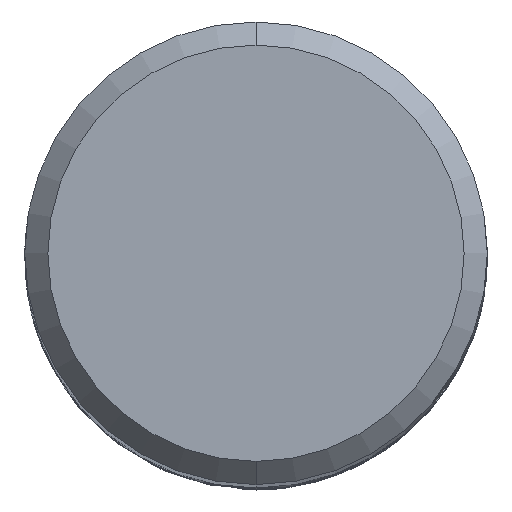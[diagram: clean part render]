
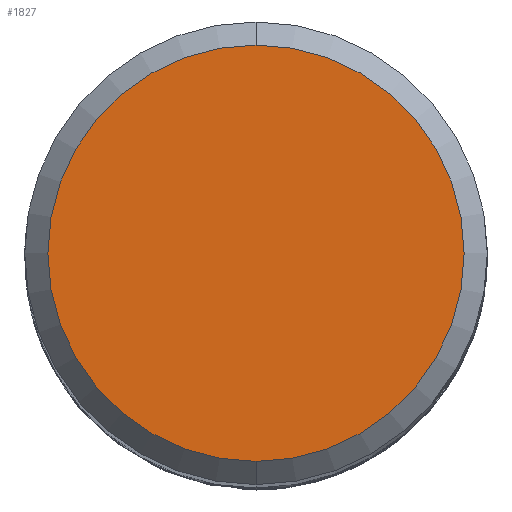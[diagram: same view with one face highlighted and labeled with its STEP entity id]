
A CAD part, top view. The second image highlights one B-rep face of the part: STEP entity #1827.
In plain terms, the highlighted planar face has unit normal (0, 0, 1).
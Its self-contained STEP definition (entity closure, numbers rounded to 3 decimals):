
#765=VERTEX_POINT('',#2147);
#1225=EDGE_CURVE('',#1293,#765,#2652,.T.);
#1293=VERTEX_POINT('',#2723);
#1427=EDGE_CURVE('',#765,#1293,#2867,.T.);
#1827=ADVANCED_FACE('',(#3302),#3303,.T.);
#2147=CARTESIAN_POINT('',(0.0,5.4,0.0));
#2652=CIRCLE('',#11312,5.4);
#2723=CARTESIAN_POINT('',(0.,-5.4,0.0));
#2867=CIRCLE('',#13508,5.4);
#3302=FACE_OUTER_BOUND('',#17810,.T.);
#3303=PLANE('',#17811);
#11312=AXIS2_PLACEMENT_3D('',#21278,#21279,#21280);
#13508=AXIS2_PLACEMENT_3D('',#21428,#21429,#21430);
#17810=EDGE_LOOP('',(#21810,#21811));
#17811=AXIS2_PLACEMENT_3D('',#21812,#21813,#21814);
#21278=CARTESIAN_POINT('',(0.0,0.0,0.0));
#21279=DIRECTION('',(0.0,0.0,-1.0));
#21280=DIRECTION('',(0.0,1.0,0.0));
#21428=CARTESIAN_POINT('',(0.0,0.0,0.0));
#21429=DIRECTION('',(0.0,0.0,-1.0));
#21430=DIRECTION('',(0.0,1.0,0.0));
#21810=ORIENTED_EDGE('',*,*,#1427,.F.);
#21811=ORIENTED_EDGE('',*,*,#1225,.F.);
#21812=CARTESIAN_POINT('',(0.0,2.7,0.0));
#21813=DIRECTION('',(-0.0,0.0,1.0));
#21814=DIRECTION('',(0.0,-1.0,0.0));
